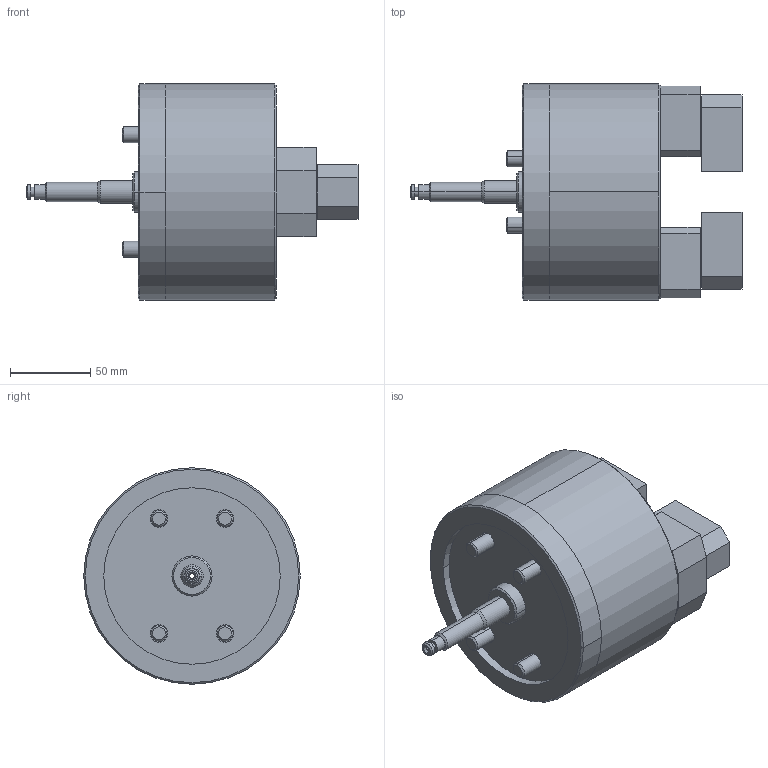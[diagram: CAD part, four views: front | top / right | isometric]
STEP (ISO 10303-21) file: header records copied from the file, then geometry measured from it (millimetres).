
FILE_DESCRIPTION (( 'STEP AP203' ), '1' );
FILE_NAME ('CF-2J-05.STEP', '2019-10-18T09:57:06', ( 'temp' ), ( '' ), 'SwSTEP 2.0', 'SolidWorks 2016', '' );
FILE_SCHEMA (( 'CONFIG_CONTROL_DESIGN' ));
Length unit declared in the file: millimetre
Products named in the file (9): CF-2J-05-03000_2精銑; 圓頭內六角螺栓_M10x85; CF-3J-05-02000_4磨工一; CF-2J-05; CF-3J-06-03000; CF-3J-06-04000; CF-3J-06-13000; CF-2J-05-01000_5銑工二; 圓頭內六角螺栓_M10x20
Assembly tree (15 placements, depth 2):
  CF-2J-05
    CF-2J-05-01000_5銑工二
    CF-2J-05-03000_2精銑
    CF-3J-05-02000_4磨工一
    CF-3J-06-03000  x2
    CF-3J-06-04000  x2
    CF-3J-06-13000  x2
    圓頭內六角螺栓_M10x20  x2
    圓頭內六角螺栓_M10x85  x4
Bounding box: 207 x 135 x 135 mm (x, y, z)
Volume: 1310807 mm3; surface area: 187517.9 mm2
Topology: 15 solids, 15 shells, 337 faces, 764 edges, 464 vertices
Faces by surface type: plane 151, cylinder 110, cone 76
Entity records: 6682 total; most frequent: DIRECTION 1075, CARTESIAN_POINT 921, ORIENTED_EDGE 866, EDGE_CURVE 433, AXIS2_PLACEMENT_3D 426, VERTEX_POINT 272, EDGE_LOOP 245, VECTOR 223
